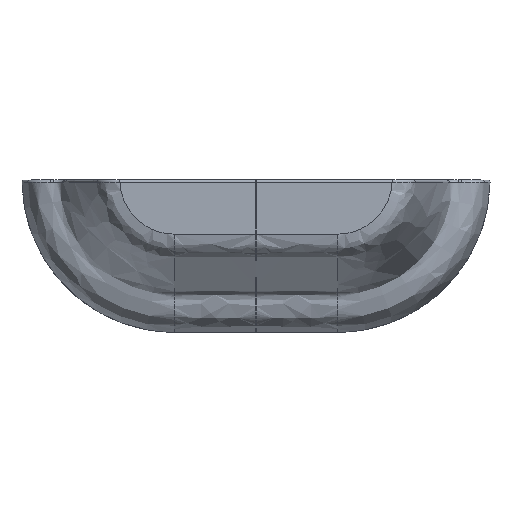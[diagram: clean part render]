
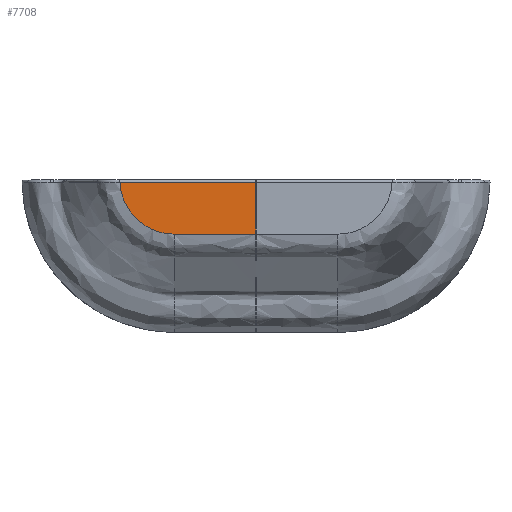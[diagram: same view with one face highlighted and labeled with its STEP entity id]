
A CAD part, top view. The second image highlights one B-rep face of the part: STEP entity #7708.
In plain terms, the highlighted planar face has unit normal (0, 0, 1).
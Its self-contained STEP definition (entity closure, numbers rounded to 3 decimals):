
#184=(
BOUNDED_CURVE()
B_SPLINE_CURVE(3,(#13351,#13352,#13353,#13354,#13355,#13356,#13357,#13358,
#13359,#13360,#13361),.UNSPECIFIED.,.F.,.F.)
B_SPLINE_CURVE_WITH_KNOTS((4,1,1,1,1,1,1,1,4),(-45.807,-41.634,
-35.815,-29.753,-23.562,-17.371,
-11.309,-5.489,0.),.UNSPECIFIED.)
CURVE()
GEOMETRIC_REPRESENTATION_ITEM()
RATIONAL_B_SPLINE_CURVE((1.,1.,1.,1.,1.,1.,1.,1.,1.,1.,1.))
REPRESENTATION_ITEM('')
);
#673=FACE_OUTER_BOUND('',#1112,.T.);
#1112=EDGE_LOOP('',(#6169,#6170,#6171,#6172));
#1638=LINE('',#11844,#2305);
#1692=LINE('',#13561,#2359);
#1693=LINE('',#13562,#2360);
#2305=VECTOR('',#9079,10.);
#2359=VECTOR('',#9259,10.);
#2360=VECTOR('',#9260,10.);
#3311=VERTEX_POINT('',#11841);
#3312=VERTEX_POINT('',#11843);
#3396=VERTEX_POINT('',#13336);
#3397=VERTEX_POINT('',#13350);
#4238=EDGE_CURVE('',#3311,#3312,#1638,.T.);
#4365=EDGE_CURVE('',#3397,#3396,#184,.T.);
#4375=EDGE_CURVE('',#3397,#3311,#1692,.T.);
#4376=EDGE_CURVE('',#3312,#3396,#1693,.T.);
#6169=ORIENTED_EDGE('',*,*,#4238,.F.);
#6170=ORIENTED_EDGE('',*,*,#4375,.F.);
#6171=ORIENTED_EDGE('',*,*,#4365,.T.);
#6172=ORIENTED_EDGE('',*,*,#4376,.F.);
#7336=PLANE('',#8167);
#7708=ADVANCED_FACE('',(#673),#7336,.F.);
#8167=AXIS2_PLACEMENT_3D('',#13560,#9257,#9258);
#9079=DIRECTION('',(0.,-1.,0.));
#9257=DIRECTION('center_axis',(0.,0.,-1.));
#9258=DIRECTION('ref_axis',(-1.,0.,0.));
#9259=DIRECTION('',(1.,0.,0.));
#9260=DIRECTION('',(-1.,0.,0.));
#11841=CARTESIAN_POINT('',(7496.682,-1984.269,39.525));
#11843=CARTESIAN_POINT('',(7496.682,-1995.166,39.525));
#11844=CARTESIAN_POINT('',(7496.682,-2012.789,39.525));
#13336=CARTESIAN_POINT('',(7479.531,-1995.166,39.525));
#13350=CARTESIAN_POINT('',(7468.145,-1984.269,39.525));
#13351=CARTESIAN_POINT('Ctrl Pts',(7468.145,-1984.269,39.525));
#13352=CARTESIAN_POINT('Ctrl Pts',(7468.169,-1984.797,39.525));
#13353=CARTESIAN_POINT('Ctrl Pts',(7468.312,-1986.057,39.525));
#13354=CARTESIAN_POINT('Ctrl Pts',(7468.876,-1988.02,39.525));
#13355=CARTESIAN_POINT('Ctrl Pts',(7469.935,-1990.063,39.525));
#13356=CARTESIAN_POINT('Ctrl Pts',(7471.415,-1991.885,39.525));
#13357=CARTESIAN_POINT('Ctrl Pts',(7473.238,-1993.366,39.525));
#13358=CARTESIAN_POINT('Ctrl Pts',(7475.28,-1994.424,39.525));
#13359=CARTESIAN_POINT('Ctrl Pts',(7477.404,-1995.034,39.525));
#13360=CARTESIAN_POINT('Ctrl Pts',(7478.836,-1995.166,39.525));
#13361=CARTESIAN_POINT('Ctrl Pts',(7479.531,-1995.166,39.525));
#13560=CARTESIAN_POINT('Origin',(7496.682,-1995.166,39.525));
#13561=CARTESIAN_POINT('',(7468.145,-1984.269,39.525));
#13562=CARTESIAN_POINT('',(7513.832,-1995.166,39.525));
